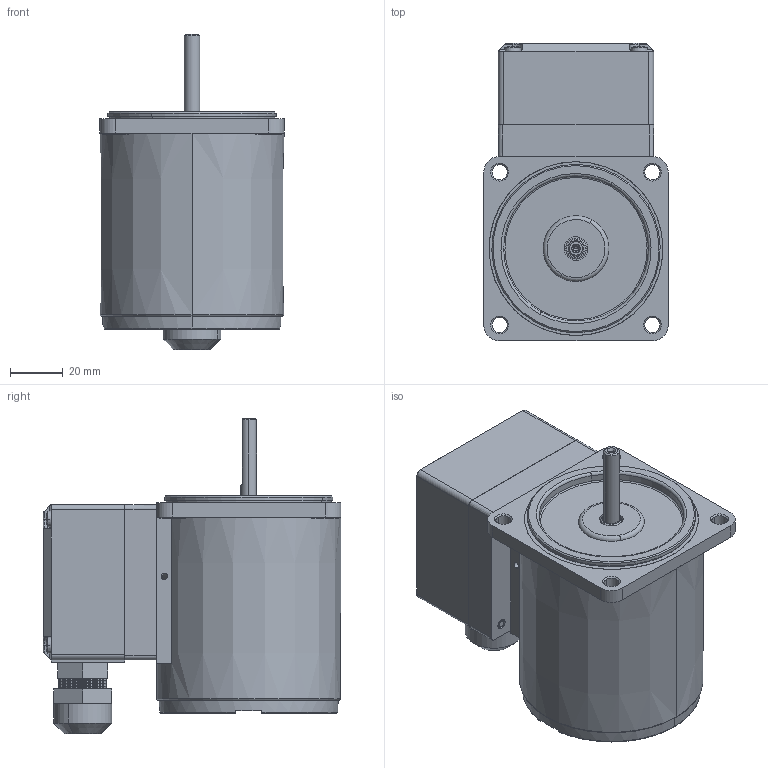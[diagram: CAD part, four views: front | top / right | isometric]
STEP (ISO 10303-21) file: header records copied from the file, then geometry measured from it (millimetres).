
FILE_DESCRIPTION (( 'STEP AP203' ), '1' );
FILE_NAME ('3IK15A-¡¼Ts-5C030¡¼4000Z0.STEP', '2017-10-16T10:10:58', ( '' ), ( '' ), 'SwSTEP 2.0', 'SolidWorks 2010', '' );
FILE_SCHEMA (( 'CONFIG_CONTROL_DESIGN' ));
Length unit declared in the file: millimetre
Products named in the file (10): Ts下蓋; 成品180度; 3IK15A-〖Ts-5C030〖4000Z0; M315Ts_2車工; C364_車工(成品); 15A_0.成品; Ts下墊片; Ts上蓋; 出線頭 Ver.2; 圓頭十字螺絲 M3 x 40 --40N_JIS B 1111 Binding head screw M3 x 40 --40N
Assembly tree (12 placements, depth 3):
  3IK15A-〖Ts-5C030〖4000Z0
    M315Ts_2車工
    C364_車工(成品)
    成品180度
      圓頭十字螺絲 M3 x 40 --40N_JIS B 1111 Binding head screw M3 x 40 --40N  x4
      Ts下蓋
      出線頭 Ver.2
      Ts上蓋
      Ts下墊片
    15A_0.成品
Bounding box: 70 x 113 x 119.75 mm (x, y, z)
Volume: 468940.4 mm3; surface area: 72882 mm2
Topology: 11 solids, 11 shells, 2391 faces, 6225 edges, 3885 vertices
Faces by surface type: cone 1350, cylinder 802, plane 202, torus 29, sphere 8
Entity records: 28090 total; most frequent: DIRECTION 5167, CARTESIAN_POINT 4891, ORIENTED_EDGE 4414, EDGE_CURVE 2207, AXIS2_PLACEMENT_3D 2114, VERTEX_POINT 1380, CIRCLE 1219, EDGE_LOOP 945
